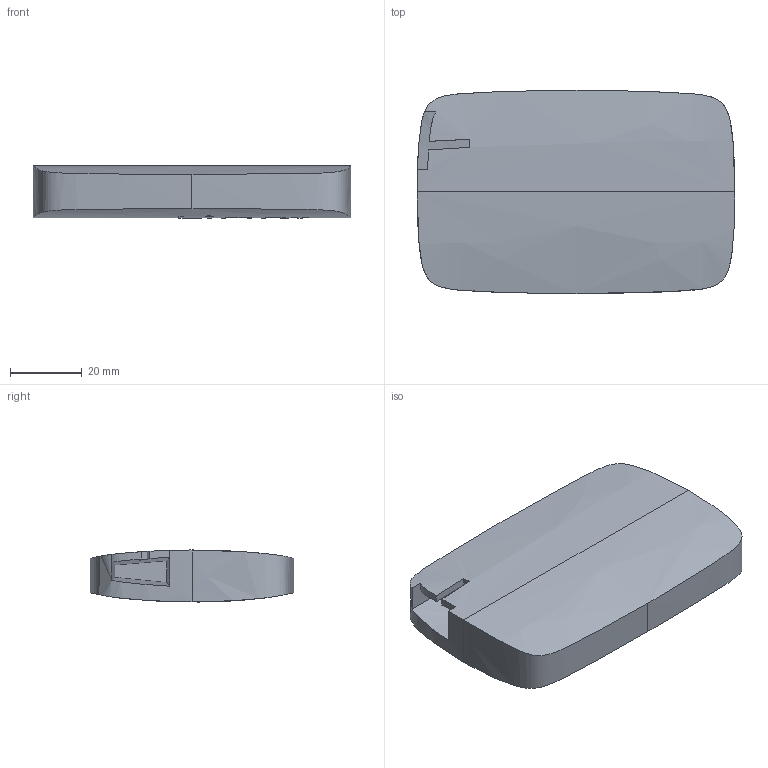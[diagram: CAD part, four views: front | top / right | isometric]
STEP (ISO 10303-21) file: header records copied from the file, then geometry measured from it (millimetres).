
FILE_DESCRIPTION(('FreeCAD Model'),'2;1');
FILE_NAME('Open CASCADE Shape Model','2025-04-26T10:05:32',('FreeCAD'),( 'FreeCAD'),'Open CASCADE STEP processor 7.6','FreeCAD','Unknown');
FILE_SCHEMA(('AUTOMOTIVE_DESIGN { 1 0 10303 214 1 1 1 1 }'));
Length unit declared in the file: millimetre
Products named in the file (1): Open CASCADE STEP translator 7.6 1
Bounding box: 88.51 x 56.65 x 14.5 mm (x, y, z)
Volume: 58830.6 mm3; surface area: 14502.3 mm2
Topology: 7 solids, 7 shells, 81 faces, 205 edges, 138 vertices
Faces by surface type: bspline 81
Entity records: 3714 total; most frequent: CARTESIAN_POINT 2403, ORIENTED_EDGE 410, EDGE_CURVE 205, B_SPLINE_CURVE_WITH_KNOTS 205, VERTEX_POINT 138, ADVANCED_FACE 81, FACE_BOUND 81, EDGE_LOOP 81
